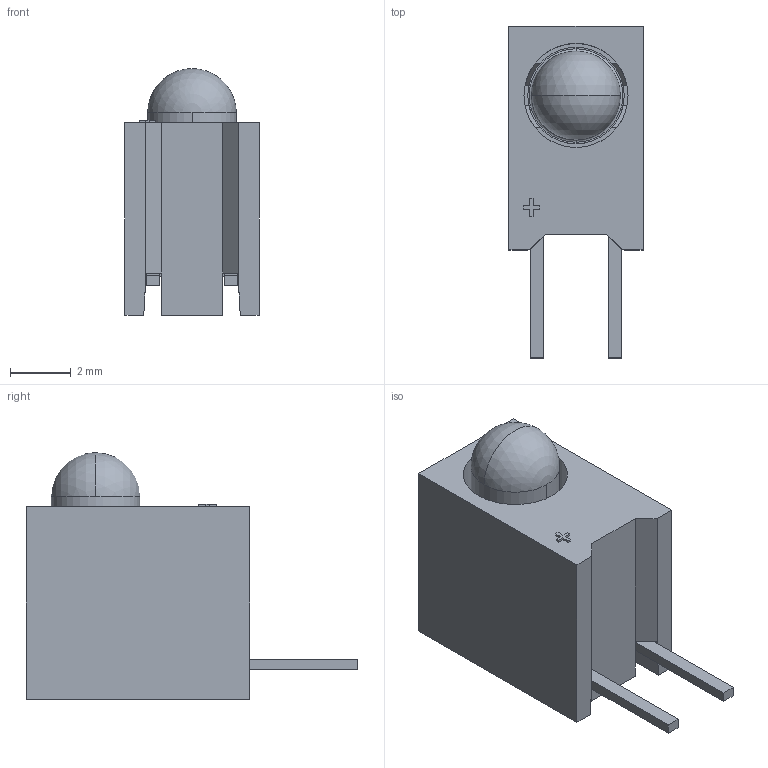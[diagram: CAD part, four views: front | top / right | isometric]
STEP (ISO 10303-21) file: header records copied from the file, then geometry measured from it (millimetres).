
FILE_DESCRIPTION (( 'STEP AP214' ), '1' );
FILE_NAME ('5650 SERIES.STEP', '2018-03-08T22:18:19', ( '' ), ( '' ), 'SwSTEP 2.0', 'SolidWorks 2016', '' );
FILE_SCHEMA (( 'AUTOMOTIVE_DESIGN' ));
Length unit declared in the file: inch
Products named in the file (3): F14666BKV0-B9055; T-1 LED_T-1 LED 5650-52 SERIES; 5650 SERIES
Assembly tree (2 placements, depth 2):
  5650 SERIES
    T-1 LED_T-1 LED 5650-52 SERIES
    F14666BKV0-B9055
Bounding box: 4.42 x 10.92 x 8.13 mm (x, y, z)
Volume: 178 mm3; surface area: 379.9 mm2
Topology: 2 solids, 2 shells, 124 faces, 327 edges, 211 vertices
Faces by surface type: plane 107, bspline 7, cylinder 6, torus 2, sphere 2
Entity records: 4566 total; most frequent: CARTESIAN_POINT 1124, ORIENTED_EDGE 650, DIRECTION 575, EDGE_CURVE 325, VECTOR 283, LINE 283, VERTEX_POINT 211, AXIS2_PLACEMENT_3D 146
